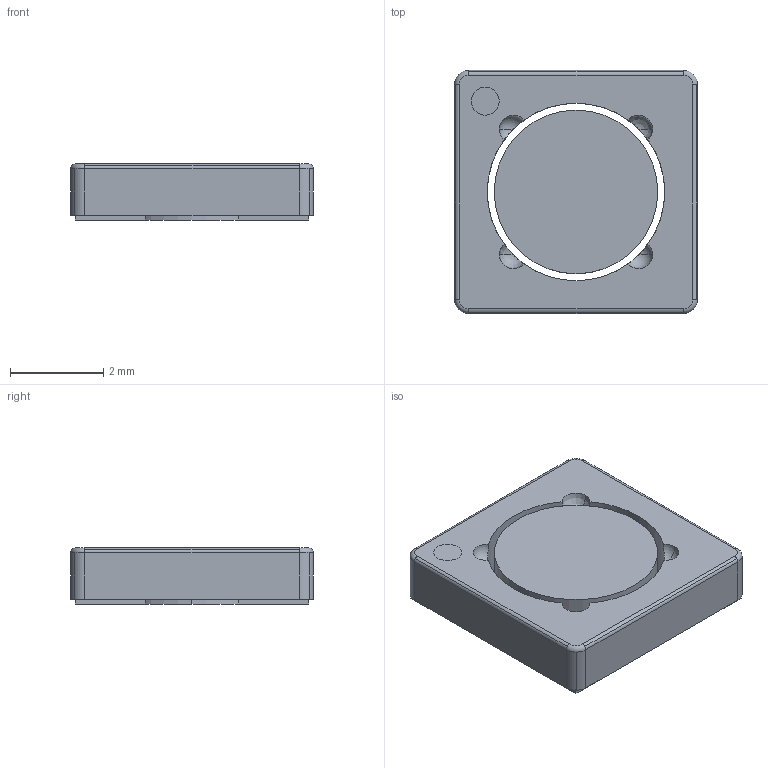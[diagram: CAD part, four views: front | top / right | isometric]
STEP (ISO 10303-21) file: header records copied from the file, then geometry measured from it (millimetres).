
FILE_DESCRIPTION((''),'2;1');
FILE_NAME('IND_COOPER_SDQ12.stp','2009-11-25T15:46:06',(''),(''),'Mechanical Desktop 2006','Mechanical Desktop 2006',', , ');
FILE_SCHEMA(('AUTOMOTIVE_DESIGN { 1 2 10303 214 0 1 1 1 }'));
Length unit declared in the file: millimetre
Products named in the file (1): Product
Bounding box: 5.2 x 5.2 x 1.2 mm (x, y, z)
Volume: 29.4 mm3; surface area: 117.7 mm2
Topology: 7 solids, 7 shells, 79 faces, 192 edges, 120 vertices
Faces by surface type: cylinder 28, plane 23, bspline 20, sphere 4, torus 4
Entity records: 2619 total; most frequent: CARTESIAN_POINT 752, DIRECTION 380, ORIENTED_EDGE 368, EDGE_CURVE 184, AXIS2_PLACEMENT_3D 144, VERTEX_POINT 120, VECTOR 92, LINE 92
